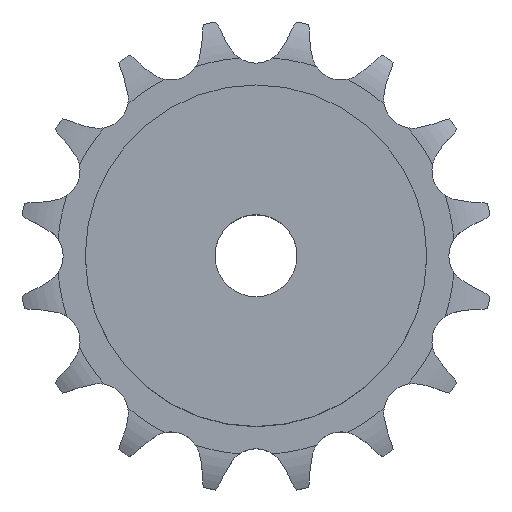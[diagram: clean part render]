
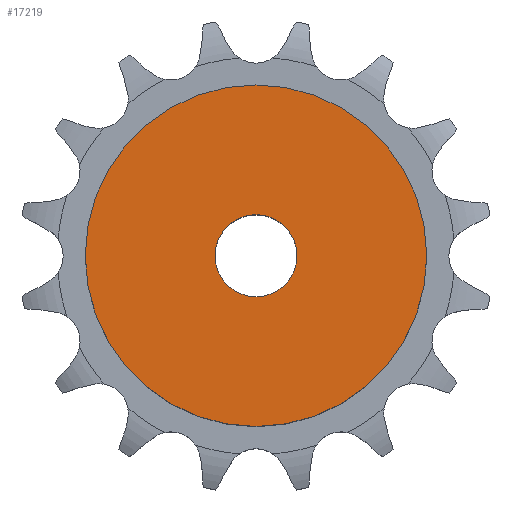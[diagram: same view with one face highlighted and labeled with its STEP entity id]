
A CAD part, top view. The second image highlights one B-rep face of the part: STEP entity #17219.
In plain terms, the highlighted planar face has unit normal (0, 0, 1).
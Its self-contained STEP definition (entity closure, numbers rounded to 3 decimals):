
#2481 = CYLINDRICAL_SURFACE('',#2482,25.);
#2482 = AXIS2_PLACEMENT_3D('',#2483,#2484,#2485);
#2483 = CARTESIAN_POINT('',(0.,0.,0.));
#2484 = DIRECTION('',(-0.,-0.,-1.));
#2485 = DIRECTION('',(1.,0.,0.));
#11072 = VERTEX_POINT('',#11073);
#11073 = CARTESIAN_POINT('',(25.,0.,28.));
#11094 = EDGE_CURVE('',#11072,#11072,#11095,.T.);
#11095 = SURFACE_CURVE('',#11096,(#11101,#11108),.PCURVE_S1.);
#11096 = CIRCLE('',#11097,25.);
#11097 = AXIS2_PLACEMENT_3D('',#11098,#11099,#11100);
#11098 = CARTESIAN_POINT('',(0.,0.,28.));
#11099 = DIRECTION('',(0.,0.,1.));
#11100 = DIRECTION('',(1.,0.,0.));
#11101 = PCURVE('',#2481,#11102);
#11102 = DEFINITIONAL_REPRESENTATION('',(#11103),#11107);
#11103 = LINE('',#11104,#11105);
#11104 = CARTESIAN_POINT('',(-0.,-28.));
#11105 = VECTOR('',#11106,1.);
#11106 = DIRECTION('',(-1.,0.));
#11107 = ( GEOMETRIC_REPRESENTATION_CONTEXT(2) 
PARAMETRIC_REPRESENTATION_CONTEXT() REPRESENTATION_CONTEXT('2D SPACE',''
  ) );
#11108 = PCURVE('',#11109,#11114);
#11109 = PLANE('',#11110);
#11110 = AXIS2_PLACEMENT_3D('',#11111,#11112,#11113);
#11111 = CARTESIAN_POINT('',(0.,0.,28.)
  );
#11112 = DIRECTION('',(0.,0.,1.));
#11113 = DIRECTION('',(1.,0.,0.));
#11114 = DEFINITIONAL_REPRESENTATION('',(#11115),#11119);
#11115 = CIRCLE('',#11116,25.);
#11116 = AXIS2_PLACEMENT_2D('',#11117,#11118);
#11117 = CARTESIAN_POINT('',(0.,0.));
#11118 = DIRECTION('',(1.,0.));
#11119 = ( GEOMETRIC_REPRESENTATION_CONTEXT(2) 
PARAMETRIC_REPRESENTATION_CONTEXT() REPRESENTATION_CONTEXT('2D SPACE',''
  ) );
#14673 = CYLINDRICAL_SURFACE('',#14674,6.);
#14674 = AXIS2_PLACEMENT_3D('',#14675,#14676,#14677);
#14675 = CARTESIAN_POINT('',(0.,0.,113.351));
#14676 = DIRECTION('',(0.,0.,1.));
#14677 = DIRECTION('',(1.,0.,0.));
#17219 = ADVANCED_FACE('',(#17220,#17223),#11109,.T.);
#17220 = FACE_BOUND('',#17221,.T.);
#17221 = EDGE_LOOP('',(#17222));
#17222 = ORIENTED_EDGE('',*,*,#11094,.T.);
#17223 = FACE_BOUND('',#17224,.T.);
#17224 = EDGE_LOOP('',(#17225));
#17225 = ORIENTED_EDGE('',*,*,#17226,.F.);
#17226 = EDGE_CURVE('',#17227,#17227,#17229,.T.);
#17227 = VERTEX_POINT('',#17228);
#17228 = CARTESIAN_POINT('',(6.,0.,28.));
#17229 = SURFACE_CURVE('',#17230,(#17235,#17242),.PCURVE_S1.);
#17230 = CIRCLE('',#17231,6.);
#17231 = AXIS2_PLACEMENT_3D('',#17232,#17233,#17234);
#17232 = CARTESIAN_POINT('',(0.,0.,28.));
#17233 = DIRECTION('',(0.,0.,1.));
#17234 = DIRECTION('',(1.,0.,0.));
#17235 = PCURVE('',#11109,#17236);
#17236 = DEFINITIONAL_REPRESENTATION('',(#17237),#17241);
#17237 = CIRCLE('',#17238,6.);
#17238 = AXIS2_PLACEMENT_2D('',#17239,#17240);
#17239 = CARTESIAN_POINT('',(0.,0.));
#17240 = DIRECTION('',(1.,0.));
#17241 = ( GEOMETRIC_REPRESENTATION_CONTEXT(2) 
PARAMETRIC_REPRESENTATION_CONTEXT() REPRESENTATION_CONTEXT('2D SPACE',''
  ) );
#17242 = PCURVE('',#14673,#17243);
#17243 = DEFINITIONAL_REPRESENTATION('',(#17244),#17248);
#17244 = LINE('',#17245,#17246);
#17245 = CARTESIAN_POINT('',(0.,-85.351));
#17246 = VECTOR('',#17247,1.);
#17247 = DIRECTION('',(1.,0.));
#17248 = ( GEOMETRIC_REPRESENTATION_CONTEXT(2) 
PARAMETRIC_REPRESENTATION_CONTEXT() REPRESENTATION_CONTEXT('2D SPACE',''
  ) );
